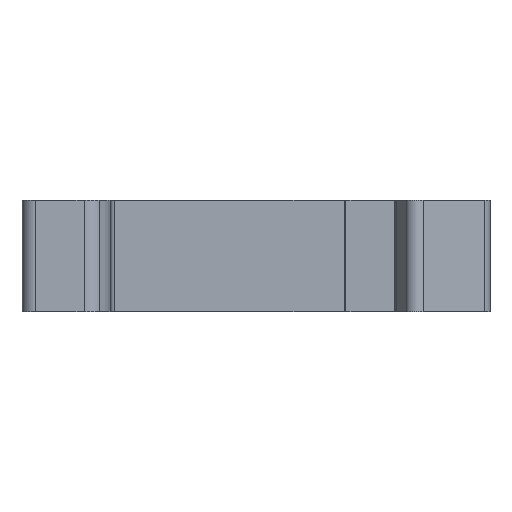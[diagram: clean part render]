
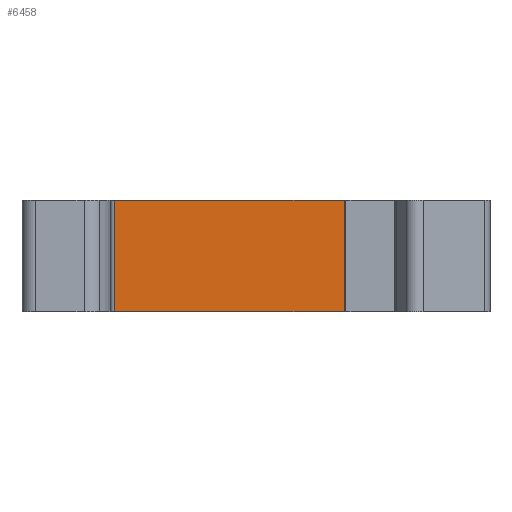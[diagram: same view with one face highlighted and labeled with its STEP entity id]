
A CAD part, front view. The second image highlights one B-rep face of the part: STEP entity #6458.
In plain terms, the highlighted planar face has unit normal (0, -1, 0).
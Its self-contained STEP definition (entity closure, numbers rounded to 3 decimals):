
#4204=CARTESIAN_POINT('',(-15.802,-43.3,-6.1));
#4205=VERTEX_POINT('',#4204);
#4652=CARTESIAN_POINT('',(9.2,-43.3,-6.1));
#4653=VERTEX_POINT('',#4652);
#4661=CARTESIAN_POINT('',(-15.802,-43.3,-6.1));
#4662=DIRECTION('',(1.,0.,0.));
#4663=VECTOR('',#4662,25.002);
#4664=LINE('',#4661,#4663);
#4665=EDGE_CURVE('',#4205,#4653,#4664,.T.);
#5180=CARTESIAN_POINT('',(-15.802,-43.3,6.1));
#5181=VERTEX_POINT('',#5180);
#5189=CARTESIAN_POINT('',(9.2,-43.3,6.1));
#5190=VERTEX_POINT('',#5189);
#5191=CARTESIAN_POINT('',(9.2,-43.3,6.1));
#5192=DIRECTION('',(-1.,0.,0.));
#5193=VECTOR('',#5192,25.002);
#5194=LINE('',#5191,#5193);
#5195=EDGE_CURVE('',#5190,#5181,#5194,.T.);
#6431=CARTESIAN_POINT('',(9.2,-43.3,-6.1));
#6432=DIRECTION('',(0.,0.,1.));
#6433=VECTOR('',#6432,12.2);
#6434=LINE('',#6431,#6433);
#6435=EDGE_CURVE('',#4653,#5190,#6434,.T.);
#6442=CARTESIAN_POINT('',(-3.301,-43.3,0.));
#6443=DIRECTION('',(-1.,0.,0.));
#6444=DIRECTION('',(0.,1.,-0.));
#6445=AXIS2_PLACEMENT_3D('',#6442,#6444,#6443);
#6446=PLANE('',#6445);
#6447=ORIENTED_EDGE('',*,*,#6435,.F.);
#6448=ORIENTED_EDGE('',*,*,#4665,.F.);
#6449=CARTESIAN_POINT('',(-15.802,-43.3,-6.1));
#6450=DIRECTION('',(0.,0.,1.));
#6451=VECTOR('',#6450,12.2);
#6452=LINE('',#6449,#6451);
#6453=EDGE_CURVE('',#4205,#5181,#6452,.T.);
#6454=ORIENTED_EDGE('E2854',*,*,#6453,.T.);
#6455=ORIENTED_EDGE('E2854',*,*,#5195,.F.);
#6456=EDGE_LOOP('',(#6447,#6448,#6454,#6455));
#6457=FACE_OUTER_BOUND('',#6456,.F.);
#6458=ADVANCED_FACE('F2154',(#6457),#6446,.F.);
